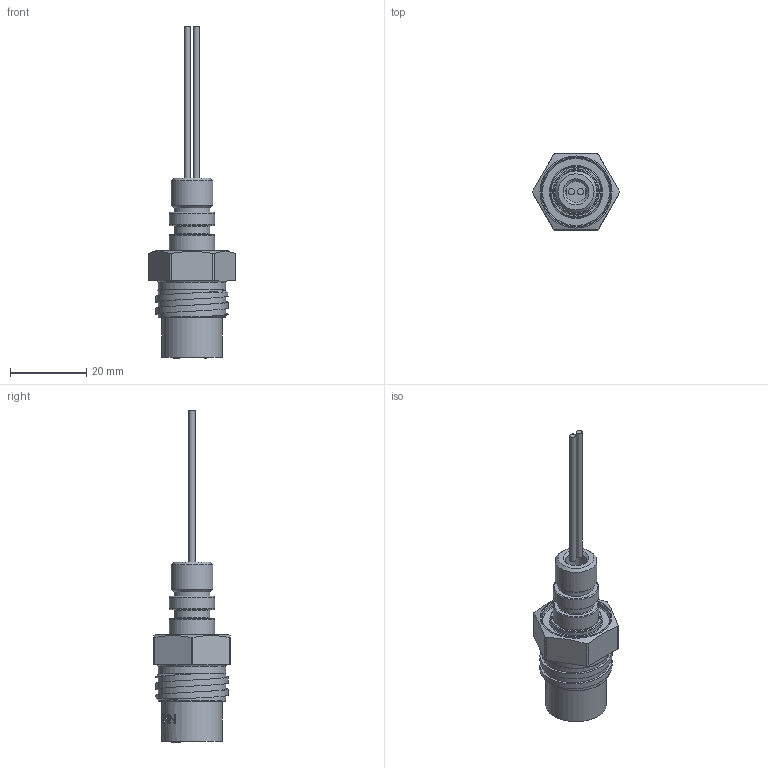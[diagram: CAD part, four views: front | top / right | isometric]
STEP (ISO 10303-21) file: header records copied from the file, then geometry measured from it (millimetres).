
FILE_DESCRIPTION(/* description */ (''),/* implementation_level */ '2;1');
FILE_NAME(/* name */ 'MCBH2F-G2 w 2 o-ring 20mm Hex.stp',/* time_stamp */ '2015-01-05T13:29:46+01:00',/* author */ ('sh'),/* organization */ (''),/* preprocessor_version */ 'ST-DEVELOPER v15.2',/* originating_system */ 'Autodesk Inventor 2014',/* authorisation */ '');
FILE_SCHEMA (('AUTOMOTIVE_DESIGN { 1 0 10303 214 3 1 1 }'));
Length unit declared in the file: inch
Products named in the file (1): MCBH2F-G2 w 2 o-ring 20mm Hex
Bounding box: 22.87 x 19.94 x 87.07 mm (x, y, z)
Volume: 6738.4 mm3; surface area: 6464.1 mm2
Topology: 8 solids, 8 shells, 313 faces, 785 edges, 517 vertices
Faces by surface type: plane 117, bspline 64, cylinder 62, torus 45, cone 25
Full cylindrical faces by diameter (mm): 1.372 x2, 1.448 x2, 1.575 x2, 1.981 x1, 2.052 x2, 2.057 x6, 2.723 x2, 2.743 x2, 2.812 x2, 3.175 x8, 3.2 x2, 5.537 x1, 7.264 x1, 9.322 x1, 9.398 x1, 10.973 x1, 11.918 x2, 13.5 x1, 15.875 x1, 15.9 x1, 17.628 x1, 17.97 x1
Entity records: 15592 total; most frequent: CARTESIAN_POINT 8863, ORIENTED_EDGE 1318, DIRECTION 1223, EDGE_CURVE 659, AXIS2_PLACEMENT_3D 491, VERTEX_POINT 490, EDGE_LOOP 449, ADVANCED_FACE 312
